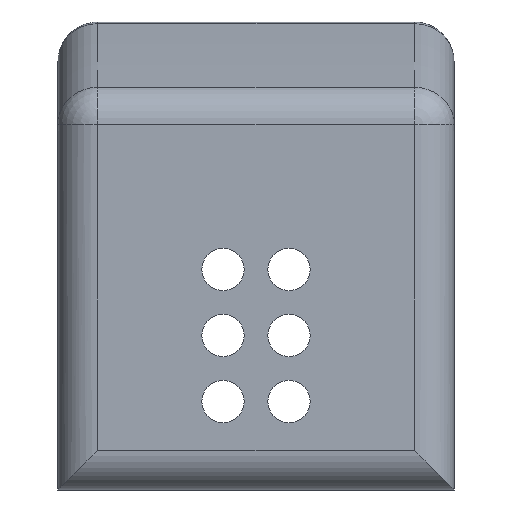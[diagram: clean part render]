
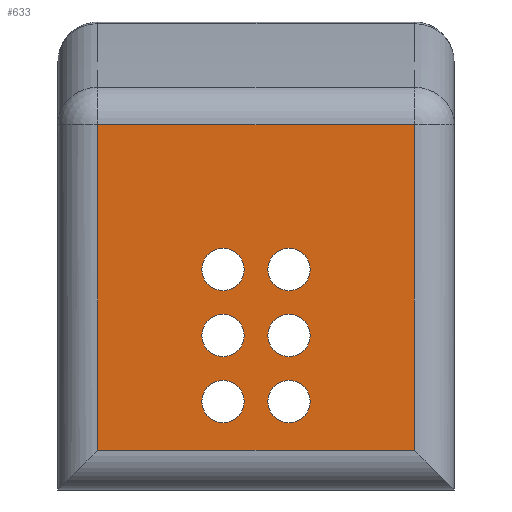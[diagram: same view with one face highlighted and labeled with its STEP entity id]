
A CAD part, front view. The second image highlights one B-rep face of the part: STEP entity #633.
In plain terms, the highlighted planar face has unit normal (0, -1, 0).
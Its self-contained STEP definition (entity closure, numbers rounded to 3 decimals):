
#1 = CARTESIAN_POINT ( 'NONE',  ( -1.25, -2., 2.55 ) ) ;
#5 = DIRECTION ( 'NONE',  ( 0., 0., 1. ) ) ;
#16 = EDGE_CURVE ( 'NONE', #45, #1196, #562, .T. ) ;
#25 = ORIENTED_EDGE ( 'NONE', *, *, #823, .T. ) ;
#42 = CARTESIAN_POINT ( 'NONE',  ( 6., -2., 0. ) ) ;
#45 = VERTEX_POINT ( 'NONE', #1339 ) ;
#50 = FACE_OUTER_BOUND ( 'NONE', #926, .T. ) ;
#57 = EDGE_CURVE ( 'NONE', #1196, #45, #609, .T. ) ;
#59 = CARTESIAN_POINT ( 'NONE',  ( 7.5, -2., 0. ) ) ;
#94 = AXIS2_PLACEMENT_3D ( 'NONE', #887, #269, #1242 ) ;
#98 = DIRECTION ( 'NONE',  ( 0., 1., 0. ) ) ;
#99 = AXIS2_PLACEMENT_3D ( 'NONE', #1350, #857, #983 ) ;
#129 = CARTESIAN_POINT ( 'NONE',  ( 7.5, -2., 1.5 ) ) ;
#136 = CARTESIAN_POINT ( 'NONE',  ( -1.25, -2., 8.35 ) ) ;
#144 = VECTOR ( 'NONE', #1464, 1000. ) ;
#146 = CARTESIAN_POINT ( 'NONE',  ( 1.25, -2., 6.65 ) ) ;
#165 = CARTESIAN_POINT ( 'NONE',  ( 1.25, -2., 5.05 ) ) ;
#174 = AXIS2_PLACEMENT_3D ( 'NONE', #373, #1103, #258 ) ;
#177 = DIRECTION ( 'NONE',  ( 0., 1., 0. ) ) ;
#179 = CARTESIAN_POINT ( 'NONE',  ( 1.25, -2., 7.55 ) ) ;
#183 = EDGE_CURVE ( 'NONE', #803, #217, #227, .T. ) ;
#184 = EDGE_LOOP ( 'NONE', ( #301, #1444 ) ) ;
#186 = DIRECTION ( 'NONE',  ( 0., 1., 0. ) ) ;
#192 = ORIENTED_EDGE ( 'NONE', *, *, #1337, .T. ) ;
#217 = VERTEX_POINT ( 'NONE', #1011 ) ;
#224 = CIRCLE ( 'NONE', #1313, 0.8 ) ;
#227 = CIRCLE ( 'NONE', #457, 0.8 ) ;
#228 = EDGE_LOOP ( 'NONE', ( #501, #468 ) ) ;
#229 = CIRCLE ( 'NONE', #886, 0.8 ) ;
#231 = VERTEX_POINT ( 'NONE', #1137 ) ;
#234 = CARTESIAN_POINT ( 'NONE',  ( -1.25, -2., 6.65 ) ) ;
#258 = DIRECTION ( 'NONE',  ( 0., 0., 1. ) ) ;
#269 = DIRECTION ( 'NONE',  ( 0., 1., 0. ) ) ;
#287 = CARTESIAN_POINT ( 'NONE',  ( 1.25, -2., 8.35 ) ) ;
#301 = ORIENTED_EDGE ( 'NONE', *, *, #1570, .T. ) ;
#324 = CARTESIAN_POINT ( 'NONE',  ( -6., -2., 13.836 ) ) ;
#338 = AXIS2_PLACEMENT_3D ( 'NONE', #287, #515, #781 ) ;
#342 = CARTESIAN_POINT ( 'NONE',  ( 1.25, -2., 5.85 ) ) ;
#344 = ORIENTED_EDGE ( 'NONE', *, *, #1197, .T. ) ;
#350 = CARTESIAN_POINT ( 'NONE',  ( 7.5, -2., 13.836 ) ) ;
#373 = CARTESIAN_POINT ( 'NONE',  ( -1.25, -2., 5.85 ) ) ;
#378 = DIRECTION ( 'NONE',  ( 0., 1., 0. ) ) ;
#386 = CARTESIAN_POINT ( 'NONE',  ( 1.25, -2., 9.15 ) ) ;
#389 = EDGE_LOOP ( 'NONE', ( #697, #420 ) ) ;
#398 = ORIENTED_EDGE ( 'NONE', *, *, #679, .T. ) ;
#408 = AXIS2_PLACEMENT_3D ( 'NONE', #342, #838, #1312 ) ;
#411 = ORIENTED_EDGE ( 'NONE', *, *, #778, .T. ) ;
#420 = ORIENTED_EDGE ( 'NONE', *, *, #1539, .T. ) ;
#422 = VERTEX_POINT ( 'NONE', #386 ) ;
#457 = AXIS2_PLACEMENT_3D ( 'NONE', #1373, #1256, #1509 ) ;
#468 = ORIENTED_EDGE ( 'NONE', *, *, #57, .T. ) ;
#501 = ORIENTED_EDGE ( 'NONE', *, *, #16, .T. ) ;
#505 = VERTEX_POINT ( 'NONE', #234 ) ;
#508 = LINE ( 'NONE', #350, #1396 ) ;
#513 = VERTEX_POINT ( 'NONE', #871 ) ;
#515 = DIRECTION ( 'NONE',  ( 0., 1., 0. ) ) ;
#521 = FACE_BOUND ( 'NONE', #228, .T. ) ;
#534 = CIRCLE ( 'NONE', #741, 0.8 ) ;
#562 = CIRCLE ( 'NONE', #637, 0.8 ) ;
#563 = CIRCLE ( 'NONE', #408, 0.8 ) ;
#569 = CARTESIAN_POINT ( 'NONE',  ( 1.25, -2., 8.35 ) ) ;
#609 = CIRCLE ( 'NONE', #99, 0.8 ) ;
#611 = DIRECTION ( 'NONE',  ( -1., 0., 0. ) ) ;
#626 = VERTEX_POINT ( 'NONE', #165 ) ;
#633 = ADVANCED_FACE ( 'NONE', ( #50, #911, #1507, #1027, #521, #1386, #793 ), #1156, .F. ) ;
#636 = CARTESIAN_POINT ( 'NONE',  ( 6., -2., 1.5 ) ) ;
#637 = AXIS2_PLACEMENT_3D ( 'NONE', #875, #997, #883 ) ;
#652 = LINE ( 'NONE', #42, #970 ) ;
#658 = ORIENTED_EDGE ( 'NONE', *, *, #1244, .T. ) ;
#670 = EDGE_LOOP ( 'NONE', ( #344, #192 ) ) ;
#679 = EDGE_CURVE ( 'NONE', #505, #1369, #1393, .T. ) ;
#697 = ORIENTED_EDGE ( 'NONE', *, *, #1318, .T. ) ;
#716 = AXIS2_PLACEMENT_3D ( 'NONE', #569, #98, #1050 ) ;
#741 = AXIS2_PLACEMENT_3D ( 'NONE', #136, #378, #5 ) ;
#744 = CARTESIAN_POINT ( 'NONE',  ( -1.25, -2., 5.05 ) ) ;
#760 = VERTEX_POINT ( 'NONE', #1491 ) ;
#778 = EDGE_CURVE ( 'NONE', #1369, #505, #799, .T. ) ;
#781 = DIRECTION ( 'NONE',  ( 0., 0., 1. ) ) ;
#783 = VERTEX_POINT ( 'NONE', #146 ) ;
#793 = FACE_BOUND ( 'NONE', #1390, .T. ) ;
#799 = CIRCLE ( 'NONE', #94, 0.8 ) ;
#801 = DIRECTION ( 'NONE',  ( 0., 0., 1. ) ) ;
#803 = VERTEX_POINT ( 'NONE', #1 ) ;
#807 = DIRECTION ( 'NONE',  ( 0., 1., 0. ) ) ;
#823 = EDGE_CURVE ( 'NONE', #217, #803, #224, .T. ) ;
#826 = DIRECTION ( 'NONE',  ( 0., 0., -1. ) ) ;
#838 = DIRECTION ( 'NONE',  ( 0., 1., 0. ) ) ;
#857 = DIRECTION ( 'NONE',  ( 0., 1., 0. ) ) ;
#871 = CARTESIAN_POINT ( 'NONE',  ( 6., -2., 13.836 ) ) ;
#875 = CARTESIAN_POINT ( 'NONE',  ( 1.25, -2., 3.35 ) ) ;
#883 = DIRECTION ( 'NONE',  ( 0., 0., 1. ) ) ;
#886 = AXIS2_PLACEMENT_3D ( 'NONE', #1270, #177, #1372 ) ;
#887 = CARTESIAN_POINT ( 'NONE',  ( -1.25, -2., 5.85 ) ) ;
#911 = FACE_BOUND ( 'NONE', #1052, .T. ) ;
#918 = VERTEX_POINT ( 'NONE', #324 ) ;
#924 = CARTESIAN_POINT ( 'NONE',  ( 1.25, -2., 2.55 ) ) ;
#926 = EDGE_LOOP ( 'NONE', ( #1564, #1155, #1008, #658 ) ) ;
#931 = CARTESIAN_POINT ( 'NONE',  ( -6., -2., 0. ) ) ;
#970 = VECTOR ( 'NONE', #1255, 1000. ) ;
#983 = DIRECTION ( 'NONE',  ( 0., 0., 1. ) ) ;
#997 = DIRECTION ( 'NONE',  ( 0., 1., 0. ) ) ;
#1008 = ORIENTED_EDGE ( 'NONE', *, *, #1410, .T. ) ;
#1011 = CARTESIAN_POINT ( 'NONE',  ( -1.25, -2., 4.15 ) ) ;
#1014 = AXIS2_PLACEMENT_3D ( 'NONE', #1279, #186, #1488 ) ;
#1027 = FACE_BOUND ( 'NONE', #389, .T. ) ;
#1031 = CIRCLE ( 'NONE', #338, 0.8 ) ;
#1050 = DIRECTION ( 'NONE',  ( 0., 0., 1. ) ) ;
#1052 = EDGE_LOOP ( 'NONE', ( #398, #411 ) ) ;
#1091 = AXIS2_PLACEMENT_3D ( 'NONE', #59, #1246, #1513 ) ;
#1098 = LINE ( 'NONE', #129, #144 ) ;
#1103 = DIRECTION ( 'NONE',  ( 0., 1., 0. ) ) ;
#1134 = VERTEX_POINT ( 'NONE', #179 ) ;
#1137 = CARTESIAN_POINT ( 'NONE',  ( -1.25, -2., 9.15 ) ) ;
#1155 = ORIENTED_EDGE ( 'NONE', *, *, #1478, .T. ) ;
#1156 = PLANE ( 'NONE',  #1091 ) ;
#1166 = ORIENTED_EDGE ( 'NONE', *, *, #183, .T. ) ;
#1168 = CIRCLE ( 'NONE', #1014, 0.8 ) ;
#1190 = CARTESIAN_POINT ( 'NONE',  ( -6., -2., 1.5 ) ) ;
#1196 = VERTEX_POINT ( 'NONE', #924 ) ;
#1197 = EDGE_CURVE ( 'NONE', #231, #760, #1168, .T. ) ;
#1242 = DIRECTION ( 'NONE',  ( 0., 0., 1. ) ) ;
#1244 = EDGE_CURVE ( 'NONE', #918, #1280, #1439, .T. ) ;
#1246 = DIRECTION ( 'NONE',  ( 0., 1., 0. ) ) ;
#1255 = DIRECTION ( 'NONE',  ( 0., 0., 1. ) ) ;
#1256 = DIRECTION ( 'NONE',  ( 0., 1., 0. ) ) ;
#1270 = CARTESIAN_POINT ( 'NONE',  ( 1.25, -2., 5.85 ) ) ;
#1279 = CARTESIAN_POINT ( 'NONE',  ( -1.25, -2., 8.35 ) ) ;
#1280 = VERTEX_POINT ( 'NONE', #1190 ) ;
#1289 = EDGE_CURVE ( 'NONE', #1134, #422, #1399, .T. ) ;
#1312 = DIRECTION ( 'NONE',  ( 0., 0., 1. ) ) ;
#1313 = AXIS2_PLACEMENT_3D ( 'NONE', #1409, #807, #801 ) ;
#1318 = EDGE_CURVE ( 'NONE', #783, #626, #563, .T. ) ;
#1337 = EDGE_CURVE ( 'NONE', #760, #231, #534, .T. ) ;
#1339 = CARTESIAN_POINT ( 'NONE',  ( 1.25, -2., 4.15 ) ) ;
#1350 = CARTESIAN_POINT ( 'NONE',  ( 1.25, -2., 3.35 ) ) ;
#1369 = VERTEX_POINT ( 'NONE', #744 ) ;
#1372 = DIRECTION ( 'NONE',  ( 0., 0., 1. ) ) ;
#1373 = CARTESIAN_POINT ( 'NONE',  ( -1.25, -2., 3.35 ) ) ;
#1386 = FACE_BOUND ( 'NONE', #670, .T. ) ;
#1390 = EDGE_LOOP ( 'NONE', ( #25, #1166 ) ) ;
#1393 = CIRCLE ( 'NONE', #174, 0.8 ) ;
#1396 = VECTOR ( 'NONE', #611, 1000. ) ;
#1399 = CIRCLE ( 'NONE', #716, 0.8 ) ;
#1409 = CARTESIAN_POINT ( 'NONE',  ( -1.25, -2., 3.35 ) ) ;
#1410 = EDGE_CURVE ( 'NONE', #513, #918, #508, .T. ) ;
#1429 = EDGE_CURVE ( 'NONE', #1280, #1546, #1098, .T. ) ;
#1439 = LINE ( 'NONE', #931, #1442 ) ;
#1442 = VECTOR ( 'NONE', #826, 1000. ) ;
#1444 = ORIENTED_EDGE ( 'NONE', *, *, #1289, .T. ) ;
#1464 = DIRECTION ( 'NONE',  ( 1., 0., 0. ) ) ;
#1478 = EDGE_CURVE ( 'NONE', #1546, #513, #652, .T. ) ;
#1488 = DIRECTION ( 'NONE',  ( 0., 0., 1. ) ) ;
#1491 = CARTESIAN_POINT ( 'NONE',  ( -1.25, -2., 7.55 ) ) ;
#1507 = FACE_BOUND ( 'NONE', #184, .T. ) ;
#1509 = DIRECTION ( 'NONE',  ( 0., 0., 1. ) ) ;
#1513 = DIRECTION ( 'NONE',  ( 0., 0., 1. ) ) ;
#1539 = EDGE_CURVE ( 'NONE', #626, #783, #229, .T. ) ;
#1546 = VERTEX_POINT ( 'NONE', #636 ) ;
#1564 = ORIENTED_EDGE ( 'NONE', *, *, #1429, .T. ) ;
#1570 = EDGE_CURVE ( 'NONE', #422, #1134, #1031, .T. ) ;
